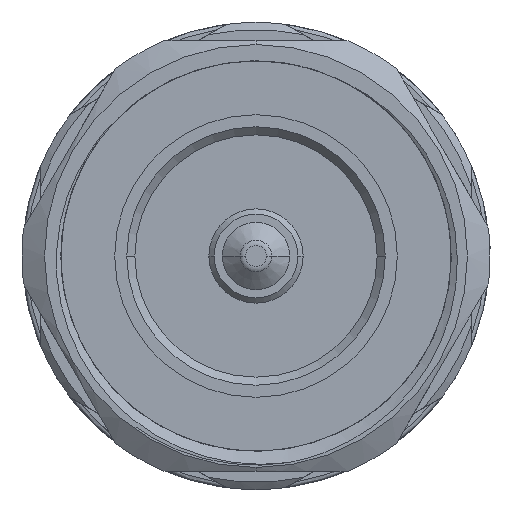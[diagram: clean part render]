
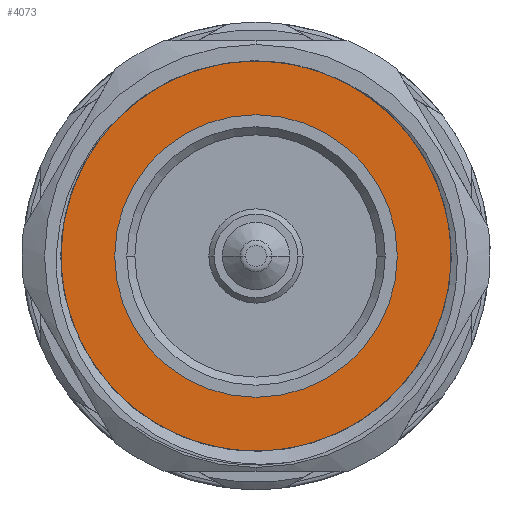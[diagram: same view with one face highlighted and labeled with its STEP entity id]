
A CAD part, left-side view. The second image highlights one B-rep face of the part: STEP entity #4073.
In plain terms, the highlighted planar face has unit normal (-1, 0, 0).
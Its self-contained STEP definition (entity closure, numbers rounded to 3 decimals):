
#1290=CARTESIAN_POINT('',(-17.,0.,0.));
#1291=DIRECTION('',(1.,0.,0.));
#1292=DIRECTION('',(0.,1.,0.));
#1293=AXIS2_PLACEMENT_3D('',#1290,#1291,#1292);
#1295=CARTESIAN_POINT('',(-17.,0.,0.));
#1296=DIRECTION('',(1.,0.,0.));
#1297=DIRECTION('',(0.,-1.,0.));
#1298=AXIS2_PLACEMENT_3D('',#1295,#1296,#1297);
#1300=CARTESIAN_POINT('',(-17.,0.,0.));
#1301=DIRECTION('',(-1.,0.,0.));
#1302=DIRECTION('',(0.,-0.454,0.891));
#1303=AXIS2_PLACEMENT_3D('',#1300,#1301,#1302);
#1305=CARTESIAN_POINT('',(-17.,-6.589,12.916));
#1306=CARTESIAN_POINT('',(-17.,-7.25,12.579));
#1307=CARTESIAN_POINT('',(-17.,-8.503,11.814));
#1308=CARTESIAN_POINT('',(-17.,-10.2,10.385));
#1309=CARTESIAN_POINT('',(-17.,-11.657,8.717));
#1310=CARTESIAN_POINT('',(-17.,-12.845,6.847));
#1311=CARTESIAN_POINT('',(-17.,-13.735,4.819));
#1312=CARTESIAN_POINT('',(-17.,-14.308,2.679));
#1313=CARTESIAN_POINT('',(-17.,-14.548,0.477));
#1314=CARTESIAN_POINT('',(-17.,-14.452,-1.736));
#1315=CARTESIAN_POINT('',(-17.,-14.021,-3.909));
#1316=CARTESIAN_POINT('',(-17.,-13.266,-5.992));
#1317=CARTESIAN_POINT('',(-17.,-12.203,-7.935));
#1318=CARTESIAN_POINT('',(-17.,-10.858,-9.695));
#1319=CARTESIAN_POINT('',(-17.,-9.261,-11.23));
#1320=CARTESIAN_POINT('',(-17.,-7.449,-12.506));
#1321=CARTESIAN_POINT('',(-17.,-5.465,-13.491));
#1322=CARTESIAN_POINT('',(-17.,-3.355,-14.164));
#1323=CARTESIAN_POINT('',(-17.,-1.167,-14.509));
#1324=CARTESIAN_POINT('',(-17.,1.049,-14.518));
#1325=CARTESIAN_POINT('',(-17.,3.239,-14.191));
#1326=CARTESIAN_POINT('',(-17.,5.355,-13.535));
#1327=CARTESIAN_POINT('',(-17.,7.347,-12.566));
#1328=CARTESIAN_POINT('',(-17.,9.169,-11.305));
#1329=CARTESIAN_POINT('',(-17.,10.778,-9.783));
#1330=CARTESIAN_POINT('',(-17.,12.138,-8.034));
#1331=CARTESIAN_POINT('',(-17.,13.217,-6.099));
#1332=CARTESIAN_POINT('',(-17.,13.989,-4.023));
#1333=CARTESIAN_POINT('',(-17.,14.438,-1.854));
#1334=CARTESIAN_POINT('',(-17.,14.552,0.359));
#1335=CARTESIAN_POINT('',(-17.,14.329,2.562));
#1336=CARTESIAN_POINT('',(-17.,13.775,4.705));
#1337=CARTESIAN_POINT('',(-17.,12.902,6.739));
#1338=CARTESIAN_POINT('',(-17.,11.729,8.62));
#1339=CARTESIAN_POINT('',(-17.,10.773,9.734));
#1340=CARTESIAN_POINT('',(-17.,10.248,10.258));
#2560=VERTEX_POINT('',#1305);
#2561=VERTEX_POINT('',#1340);
#2754=CARTESIAN_POINT('',(-17.,10.5,0.));
#2755=CARTESIAN_POINT('',(-17.,-10.5,0.));
#2756=VERTEX_POINT('',#2754);
#2757=VERTEX_POINT('',#2755);
#4058=CARTESIAN_POINT('',(-17.,0.,0.));
#4059=DIRECTION('',(-1.,0.,0.));
#4060=DIRECTION('',(0.,1.,0.));
#4061=AXIS2_PLACEMENT_3D('',#4058,#4059,#4060);
#4062=PLANE('',#4061);
#4064=ORIENTED_EDGE('',*,*,#4063,.F.);
#4066=ORIENTED_EDGE('',*,*,#4065,.T.);
#4067=EDGE_LOOP('',(#4064,#4066));
#4068=FACE_OUTER_BOUND('',#4067,.F.);
#4069=ORIENTED_EDGE('',*,*,#4038,.F.);
#4070=ORIENTED_EDGE('',*,*,#4052,.F.);
#4071=EDGE_LOOP('',(#4069,#4070));
#4072=FACE_BOUND('',#4071,.F.);
#1294=CIRCLE('',#1293,10.5);
#1299=CIRCLE('',#1298,10.5);
#1304=CIRCLE('',#1303,14.5);
#1341=B_SPLINE_CURVE_WITH_KNOTS('',3,(#1305,#1306,#1307,#1308,#1309,#1310,#1311,
#1312,#1313,#1314,#1315,#1316,#1317,#1318,#1319,#1320,#1321,#1322,#1323,#1324,
#1325,#1326,#1327,#1328,#1329,#1330,#1331,#1332,#1333,#1334,#1335,#1336,#1337,
#1338,#1339,#1340),.UNSPECIFIED.,.F.,.F.,(4,1,1,1,1,1,1,1,1,1,1,1,1,1,1,1,1,1,1,
1,1,1,1,1,1,1,1,1,1,1,1,1,1,4),(0.,0.03,0.061,
0.091,0.121,0.152,0.182,
0.212,0.242,0.273,0.303,
0.333,0.364,0.394,0.424,
0.455,0.485,0.515,0.545,
0.576,0.606,0.636,0.667,
0.697,0.727,0.758,0.788,
0.818,0.848,0.879,0.909,
0.939,0.97,1.),.UNSPECIFIED.);
#4038=EDGE_CURVE('',#2756,#2757,#1294,.T.);
#4052=EDGE_CURVE('',#2757,#2756,#1299,.T.);
#4063=EDGE_CURVE('',#2560,#2561,#1304,.T.);
#4065=EDGE_CURVE('',#2560,#2561,#1341,.T.);
#4073=ADVANCED_FACE('',(#4068,#4072),#4062,.T.);
